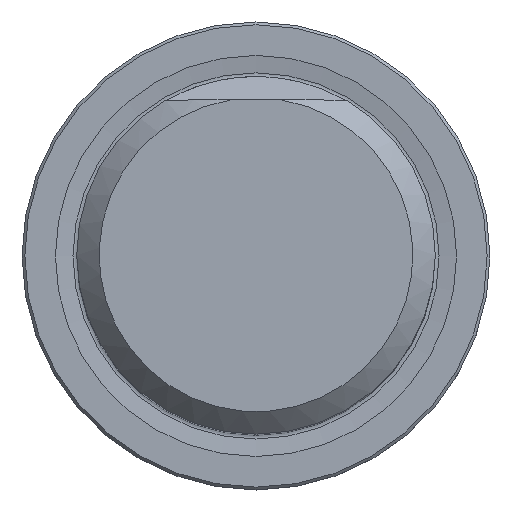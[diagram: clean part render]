
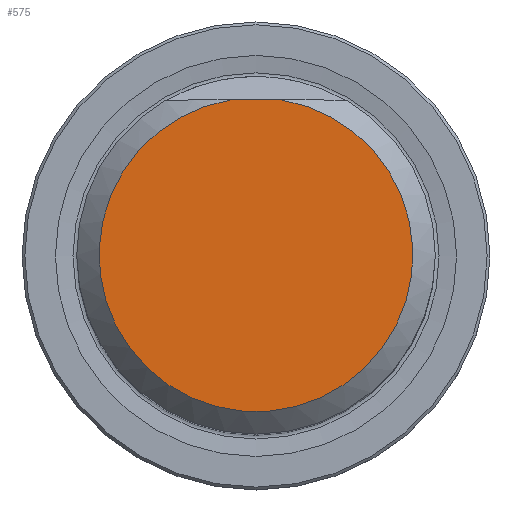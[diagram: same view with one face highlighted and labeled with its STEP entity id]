
A CAD part, top view. The second image highlights one B-rep face of the part: STEP entity #575.
In plain terms, the highlighted planar face has unit normal (0, 0, 1).
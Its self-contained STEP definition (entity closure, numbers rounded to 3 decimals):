
#443=PLANE('',#5762);
#575=ADVANCED_FACE('',(#1004),#443,.T.);
#1004=FACE_OUTER_BOUND('',#1296,.T.);
#1296=EDGE_LOOP('',(#2622,#2623));
#1636=CIRCLE('',#5761,13.996);
#1812=LINE('',#8446,#2148);
#2148=VECTOR('',#6518,1.);
#2622=ORIENTED_EDGE('',*,*,#4835,.F.);
#2623=ORIENTED_EDGE('',*,*,#4836,.T.);
#4247=VERTEX_POINT('',#8447);
#4248=VERTEX_POINT('',#8448);
#4835=EDGE_CURVE('',#4247,#4248,#1812,.T.);
#4836=EDGE_CURVE('',#4247,#4248,#1636,.T.);
#5761=AXIS2_PLACEMENT_3D('',#8449,#6519,#6520);
#5762=AXIS2_PLACEMENT_3D('',#8450,#6521,#6522);
#6518=DIRECTION('',(1.,0.,0.));
#6519=DIRECTION('',(0.,0.,1.));
#6520=DIRECTION('',(0.,-1.,0.));
#6521=DIRECTION('',(0.,0.,1.));
#6522=DIRECTION('',(0.,-1.,0.));
#8446=CARTESIAN_POINT('',(0.,13.809,60.));
#8447=CARTESIAN_POINT('',(-2.28,13.809,60.));
#8448=CARTESIAN_POINT('',(2.28,13.809,60.));
#8449=CARTESIAN_POINT('',(0.,0.,60.));
#8450=CARTESIAN_POINT('',(0.,0.,60.));
